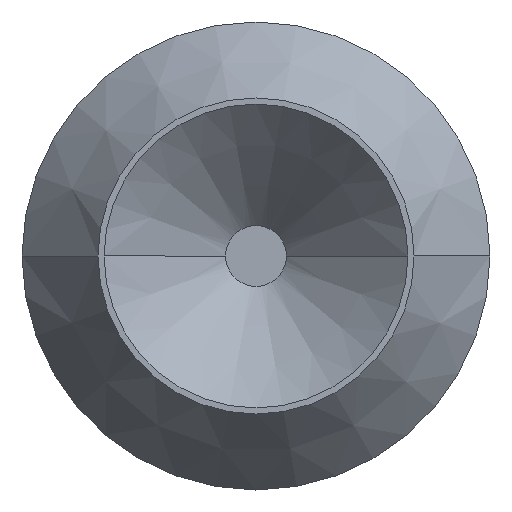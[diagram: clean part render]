
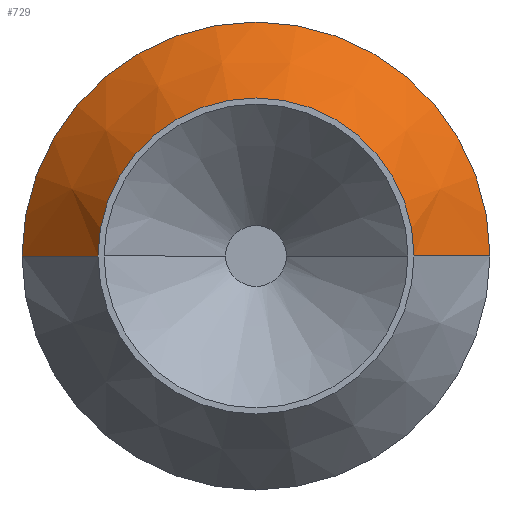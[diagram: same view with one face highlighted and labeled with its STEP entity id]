
A CAD part, left-side view. The second image highlights one B-rep face of the part: STEP entity #729.
In plain terms, the highlighted conical face has half-angle 37 degrees and reference radius 0.978 mm.
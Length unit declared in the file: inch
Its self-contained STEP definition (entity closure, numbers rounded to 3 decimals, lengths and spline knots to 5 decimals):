
#3 = EDGE_CURVE ( 'NONE', #822, #882, #34, .T. ) ;
#21 = CARTESIAN_POINT ( 'NONE',  ( -0.06141, 0., 0. ) ) ;
#34 = LINE ( 'NONE', #427, #836 ) ;
#146 = DIRECTION ( 'NONE',  ( 1., 0., 0. ) ) ;
#189 = DIRECTION ( 'NONE',  ( 0., 1., 0. ) ) ;
#310 = CARTESIAN_POINT ( 'NONE',  ( -0.078, -0.026, 0. ) ) ;
#319 = EDGE_CURVE ( 'NONE', #1130, #1041, #1140, .T. ) ;
#377 = CARTESIAN_POINT ( 'NONE',  ( -0.078, 0.026, 0. ) ) ;
#406 = DIRECTION ( 'NONE',  ( 0.799, 0.602, 0. ) ) ;
#426 = DIRECTION ( 'NONE',  ( 0., -1., 0. ) ) ;
#427 = CARTESIAN_POINT ( 'NONE',  ( -0.06141, -0.0385, 0. ) ) ;
#430 = DIRECTION ( 'NONE',  ( -1., 0., 0. ) ) ;
#432 = CARTESIAN_POINT ( 'NONE',  ( -0.078, 0., 0. ) ) ;
#464 = DIRECTION ( 'NONE',  ( 0.799, -0.602, 0. ) ) ;
#471 = EDGE_LOOP ( 'NONE', ( #834, #769, #1252, #1023 ) ) ;
#486 = CARTESIAN_POINT ( 'NONE',  ( -0.06141, 0.0385, 0. ) ) ;
#503 = AXIS2_PLACEMENT_3D ( 'NONE', #569, #146, #189 ) ;
#569 = CARTESIAN_POINT ( 'NONE',  ( -0.06141, 0., 0. ) ) ;
#636 = AXIS2_PLACEMENT_3D ( 'NONE', #432, #430, #426 ) ;
#674 = EDGE_CURVE ( 'NONE', #882, #1041, #1198, .T. ) ;
#728 = CARTESIAN_POINT ( 'NONE',  ( -0.06141, -0.0385, 0. ) ) ;
#729 = ADVANCED_FACE ( 'NONE', ( #1155 ), #875, .T. ) ;
#769 = ORIENTED_EDGE ( 'NONE', *, *, #3, .T. ) ;
#772 = DIRECTION ( 'NONE',  ( 0., -1., 0. ) ) ;
#822 = VERTEX_POINT ( 'NONE', #310 ) ;
#834 = ORIENTED_EDGE ( 'NONE', *, *, #1049, .F. ) ;
#836 = VECTOR ( 'NONE', #464, 39.37008 ) ;
#842 = CIRCLE ( 'NONE', #636, 0.026 ) ;
#875 = CONICAL_SURFACE ( 'NONE', #503, 0.0385, 0.646 ) ;
#882 = VERTEX_POINT ( 'NONE', #728 ) ;
#894 = DIRECTION ( 'NONE',  ( -1., 0., 0. ) ) ;
#1007 = AXIS2_PLACEMENT_3D ( 'NONE', #21, #894, #772 ) ;
#1023 = ORIENTED_EDGE ( 'NONE', *, *, #319, .F. ) ;
#1041 = VERTEX_POINT ( 'NONE', #486 ) ;
#1049 = EDGE_CURVE ( 'NONE', #822, #1130, #842, .T. ) ;
#1130 = VERTEX_POINT ( 'NONE', #377 ) ;
#1134 = VECTOR ( 'NONE', #406, 39.37008 ) ;
#1140 = LINE ( 'NONE', #1205, #1134 ) ;
#1155 = FACE_OUTER_BOUND ( 'NONE', #471, .T. ) ;
#1198 = CIRCLE ( 'NONE', #1007, 0.0385 ) ;
#1205 = CARTESIAN_POINT ( 'NONE',  ( -0.06141, 0.0385, 0. ) ) ;
#1252 = ORIENTED_EDGE ( 'NONE', *, *, #674, .T. ) ;
